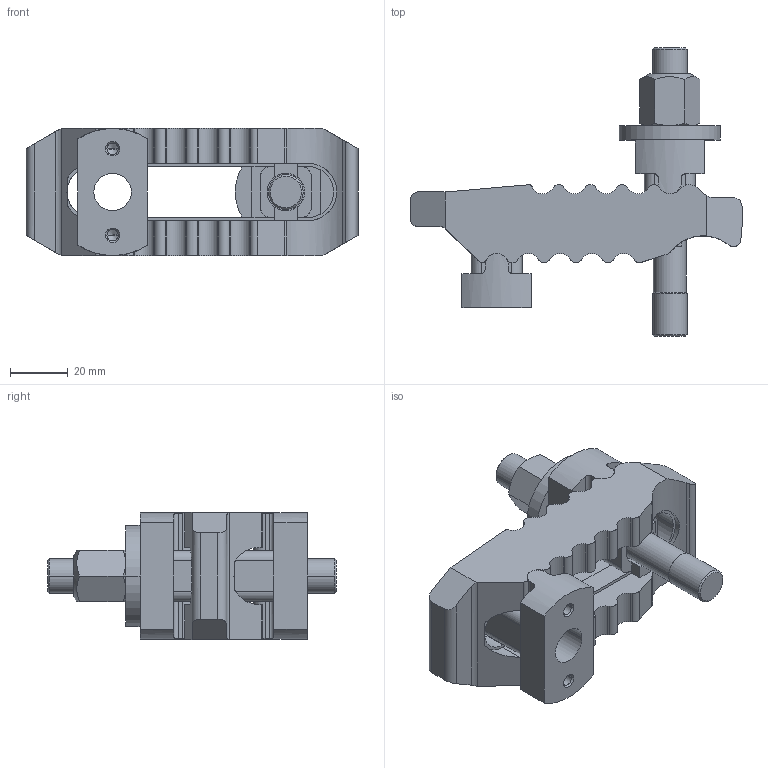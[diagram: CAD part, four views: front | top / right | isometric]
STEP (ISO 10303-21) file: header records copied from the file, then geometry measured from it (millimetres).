
FILE_DESCRIPTION(('STEP AP214'),'1');
FILE_NAME(' ',' ',('TraceParts'),('TraceParts S.A.'),'XStep 1.0',' ',' ');
FILE_SCHEMA(('automotive_design'));
Length unit declared in the file: millimetre
Products named in the file (6): 1; 2; 3; 4; 5; 6
Bounding box: 115 x 100 x 44 mm (x, y, z)
Volume: 111149.6 mm3; surface area: 38948.3 mm2
Topology: 6 solids, 6 shells, 314 faces, 842 edges, 537 vertices
Faces by surface type: plane 141, cylinder 124, cone 48, sphere 1
Entity records: 19678 total; most frequent: CARTESIAN_POINT 2267, DIRECTION 1726, STYLED_ITEM 1683, PRESENTATION_STYLE_ASSIGNMENT 1683, COLOUR_RGB 1683, ORIENTED_EDGE 1664, EDGE_CURVE 832, CURVE_STYLE 832
